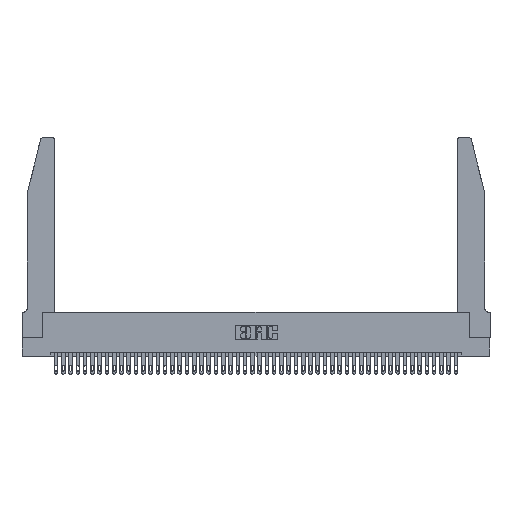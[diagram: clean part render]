
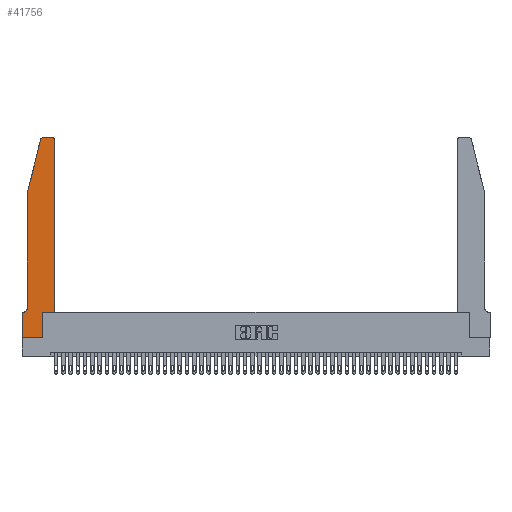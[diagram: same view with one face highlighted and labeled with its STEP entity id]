
A CAD part, top view. The second image highlights one B-rep face of the part: STEP entity #41756.
In plain terms, the highlighted planar face has unit normal (0, 0, 1).
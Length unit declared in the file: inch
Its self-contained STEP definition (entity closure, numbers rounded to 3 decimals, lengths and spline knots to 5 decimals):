
#14 = EDGE_LOOP ( 'NONE', ( #40772, #22605, #11426, #45399, #31329, #17519, #19397, #26514, #39344, #40882, #43216, #1026 ) ) ;
#1026 = ORIENTED_EDGE ( 'NONE', *, *, #25005, .T. ) ;
#2121 = LINE ( 'NONE', #20089, #8369 ) ;
#3228 = EDGE_CURVE ( 'NONE', #9285, #22207, #29956, .T. ) ;
#3252 = LINE ( 'NONE', #15844, #32079 ) ;
#4744 = LINE ( 'NONE', #44905, #32436 ) ;
#5382 = CARTESIAN_POINT ( 'NONE',  ( 0.284, 2.75, 0.37 ) ) ;
#6405 = CIRCLE ( 'NONE', #32907, 0.03 ) ;
#6685 = CIRCLE ( 'NONE', #13511, 0.07 ) ;
#6779 = LINE ( 'NONE', #11451, #44038 ) ;
#6843 = CARTESIAN_POINT ( 'NONE',  ( 0.0055, 0.35, 0.37 ) ) ;
#7737 = CARTESIAN_POINT ( 'NONE',  ( 0.4505, 0.35, 0.37 ) ) ;
#8369 = VECTOR ( 'NONE', #18863, 39.37008 ) ;
#8950 = CARTESIAN_POINT ( 'NONE',  ( 0.25487, 2.72718, 0.37 ) ) ;
#9285 = VERTEX_POINT ( 'NONE', #42873 ) ;
#9725 = CARTESIAN_POINT ( 'NONE',  ( 0.4205, 2.75, 0.37 ) ) ;
#9912 = DIRECTION ( 'NONE',  ( -1., 0., 0. ) ) ;
#10200 = PLANE ( 'NONE',  #40853 ) ;
#10361 = DIRECTION ( 'NONE',  ( 1., 0., 0. ) ) ;
#10522 = VECTOR ( 'NONE', #33005, 39.37008 ) ;
#10554 = VERTEX_POINT ( 'NONE', #26173 ) ;
#11248 = CARTESIAN_POINT ( 'NONE',  ( 0.2865, 0., 0.37 ) ) ;
#11426 = ORIENTED_EDGE ( 'NONE', *, *, #21665, .T. ) ;
#11451 = CARTESIAN_POINT ( 'NONE',  ( 0., 0., 0.37 ) ) ;
#11710 = EDGE_CURVE ( 'NONE', #21912, #25385, #2121, .T. ) ;
#12092 = EDGE_CURVE ( 'NONE', #10554, #35521, #6685, .T. ) ;
#12411 = VECTOR ( 'NONE', #17438, 39.37008 ) ;
#13228 = LINE ( 'NONE', #13831, #46047 ) ;
#13511 = AXIS2_PLACEMENT_3D ( 'NONE', #19872, #44499, #9912 ) ;
#13718 = FACE_OUTER_BOUND ( 'NONE', #14, .T. ) ;
#13831 = CARTESIAN_POINT ( 'NONE',  ( 0.0755, 0.35, 0.37 ) ) ;
#14285 = EDGE_CURVE ( 'NONE', #31513, #22693, #44345, .T. ) ;
#15844 = CARTESIAN_POINT ( 'NONE',  ( 0.0755, 2., 0.37 ) ) ;
#16269 = DIRECTION ( 'NONE',  ( 0., 0., 1. ) ) ;
#17327 = DIRECTION ( 'NONE',  ( 0., -1., 0. ) ) ;
#17438 = DIRECTION ( 'NONE',  ( 0., -1., 0. ) ) ;
#17519 = ORIENTED_EDGE ( 'NONE', *, *, #21207, .T. ) ;
#18521 = VERTEX_POINT ( 'NONE', #8950 ) ;
#18863 = DIRECTION ( 'NONE',  ( -1., 0., 0. ) ) ;
#18991 = VERTEX_POINT ( 'NONE', #32138 ) ;
#19397 = ORIENTED_EDGE ( 'NONE', *, *, #3228, .T. ) ;
#19872 = CARTESIAN_POINT ( 'NONE',  ( 0.0055, 0.42, 0.37 ) ) ;
#19881 = CARTESIAN_POINT ( 'NONE',  ( 0., 0., 0.37 ) ) ;
#20089 = CARTESIAN_POINT ( 'NONE',  ( 0.2605, 2.75, 0.37 ) ) ;
#20257 = DIRECTION ( 'NONE',  ( -0.239, -0.971, 0. ) ) ;
#20728 = CIRCLE ( 'NONE', #36460, 0.03 ) ;
#21207 = EDGE_CURVE ( 'NONE', #35521, #9285, #13228, .T. ) ;
#21665 = EDGE_CURVE ( 'NONE', #18521, #18991, #3252, .T. ) ;
#21912 = VERTEX_POINT ( 'NONE', #9725 ) ;
#22207 = VERTEX_POINT ( 'NONE', #44671 ) ;
#22605 = ORIENTED_EDGE ( 'NONE', *, *, #31008, .T. ) ;
#22693 = VERTEX_POINT ( 'NONE', #35143 ) ;
#23098 = LINE ( 'NONE', #39042, #12411 ) ;
#23752 = VECTOR ( 'NONE', #17327, 39.37008 ) ;
#23993 = VECTOR ( 'NONE', #29240, 39.37008 ) ;
#24415 = EDGE_CURVE ( 'NONE', #41851, #27111, #4744, .T. ) ;
#25005 = EDGE_CURVE ( 'NONE', #22693, #21912, #6405, .T. ) ;
#25385 = VERTEX_POINT ( 'NONE', #5382 ) ;
#25433 = DIRECTION ( 'NONE',  ( 0., 0., 1. ) ) ;
#26173 = CARTESIAN_POINT ( 'NONE',  ( 0.0755, 0.42, 0.37 ) ) ;
#26514 = ORIENTED_EDGE ( 'NONE', *, *, #35642, .T. ) ;
#27111 = VERTEX_POINT ( 'NONE', #30563 ) ;
#28479 = CARTESIAN_POINT ( 'NONE',  ( 0., 0.35, 0.37 ) ) ;
#29240 = DIRECTION ( 'NONE',  ( 0., 1., 0. ) ) ;
#29699 = LINE ( 'NONE', #7737, #10522 ) ;
#29956 = LINE ( 'NONE', #19881, #23752 ) ;
#30563 = CARTESIAN_POINT ( 'NONE',  ( 0.2865, 0.35, 0.37 ) ) ;
#30686 = DIRECTION ( 'NONE',  ( 0., 1., 0. ) ) ;
#31008 = EDGE_CURVE ( 'NONE', #25385, #18521, #20728, .T. ) ;
#31329 = ORIENTED_EDGE ( 'NONE', *, *, #12092, .T. ) ;
#31513 = VERTEX_POINT ( 'NONE', #45653 ) ;
#32079 = VECTOR ( 'NONE', #20257, 39.37008 ) ;
#32138 = CARTESIAN_POINT ( 'NONE',  ( 0.0755, 2., 0.37 ) ) ;
#32436 = VECTOR ( 'NONE', #30686, 39.37008 ) ;
#32695 = DIRECTION ( 'NONE',  ( 1., 0., 0. ) ) ;
#32907 = AXIS2_PLACEMENT_3D ( 'NONE', #37869, #16269, #41537 ) ;
#33005 = DIRECTION ( 'NONE',  ( 1., 0., 0. ) ) ;
#35143 = CARTESIAN_POINT ( 'NONE',  ( 0.4505, 2.72, 0.37 ) ) ;
#35498 = EDGE_CURVE ( 'NONE', #18991, #10554, #23098, .T. ) ;
#35521 = VERTEX_POINT ( 'NONE', #6843 ) ;
#35642 = EDGE_CURVE ( 'NONE', #22207, #41851, #6779, .T. ) ;
#36460 = AXIS2_PLACEMENT_3D ( 'NONE', #46012, #25433, #32695 ) ;
#36669 = DIRECTION ( 'NONE',  ( 1., 0., 0. ) ) ;
#36797 = CARTESIAN_POINT ( 'NONE',  ( 0.4505, 0.35, 0.37 ) ) ;
#37869 = CARTESIAN_POINT ( 'NONE',  ( 0.4205, 2.72, 0.37 ) ) ;
#39042 = CARTESIAN_POINT ( 'NONE',  ( 0.0755, 2., 0.37 ) ) ;
#39344 = ORIENTED_EDGE ( 'NONE', *, *, #24415, .T. ) ;
#40772 = ORIENTED_EDGE ( 'NONE', *, *, #11710, .T. ) ;
#40853 = AXIS2_PLACEMENT_3D ( 'NONE', #28479, #46650, #10361 ) ;
#40882 = ORIENTED_EDGE ( 'NONE', *, *, #45936, .T. ) ;
#41537 = DIRECTION ( 'NONE',  ( 1., 0., 0. ) ) ;
#41756 = ADVANCED_FACE ( 'NONE', ( #13718 ), #10200, .T. ) ;
#41851 = VERTEX_POINT ( 'NONE', #11248 ) ;
#42873 = CARTESIAN_POINT ( 'NONE',  ( 0., 0.35, 0.37 ) ) ;
#42894 = DIRECTION ( 'NONE',  ( -1., 0., 0. ) ) ;
#43216 = ORIENTED_EDGE ( 'NONE', *, *, #14285, .T. ) ;
#44038 = VECTOR ( 'NONE', #36669, 39.37008 ) ;
#44345 = LINE ( 'NONE', #36797, #23993 ) ;
#44499 = DIRECTION ( 'NONE',  ( 0., 0., -1. ) ) ;
#44671 = CARTESIAN_POINT ( 'NONE',  ( 0., 0., 0.37 ) ) ;
#44905 = CARTESIAN_POINT ( 'NONE',  ( 0.2865, 0.35, 0.37 ) ) ;
#45399 = ORIENTED_EDGE ( 'NONE', *, *, #35498, .T. ) ;
#45653 = CARTESIAN_POINT ( 'NONE',  ( 0.4505, 0.35, 0.37 ) ) ;
#45936 = EDGE_CURVE ( 'NONE', #27111, #31513, #29699, .T. ) ;
#46012 = CARTESIAN_POINT ( 'NONE',  ( 0.284, 2.72, 0.37 ) ) ;
#46047 = VECTOR ( 'NONE', #42894, 39.37008 ) ;
#46650 = DIRECTION ( 'NONE',  ( 0., 0., 1. ) ) ;
